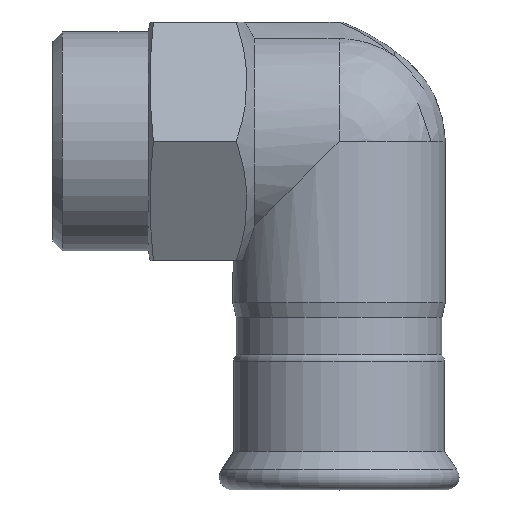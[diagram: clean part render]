
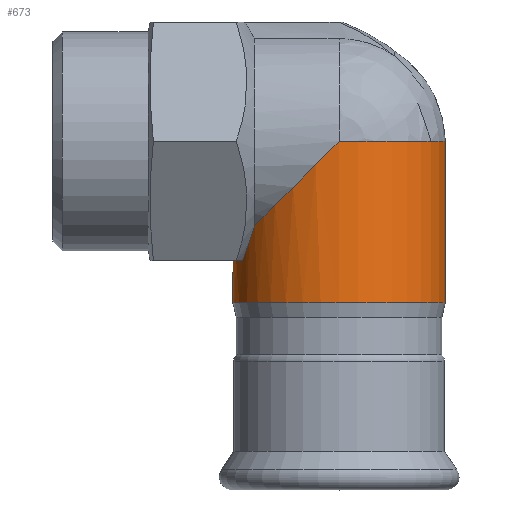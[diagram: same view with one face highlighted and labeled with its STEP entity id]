
A CAD part, top view. The second image highlights one B-rep face of the part: STEP entity #673.
In plain terms, the highlighted cylindrical face has radius 29 mm (diameter 58 mm), a full revolution.
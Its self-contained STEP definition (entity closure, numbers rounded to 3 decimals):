
#18=ELLIPSE($,#748,41.012,29.);
#19=ELLIPSE($,#750,41.012,29.);
#37=B_SPLINE_CURVE_WITH_KNOTS($,3,(#1300,#1301,#1302,#1303,#1304,#1305),
 .UNSPECIFIED.,.F.,.F.,(4,2,4),(15.674,16.123,16.739),
 .UNSPECIFIED.);
#38=B_SPLINE_CURVE_WITH_KNOTS($,3,(#1323,#1324,#1325,#1326,#1327,#1328),
 .UNSPECIFIED.,.F.,.F.,(4,2,4),(11.789,12.405,12.854),
 .UNSPECIFIED.);
#94=FACE_BOUND($,#216,.T.);
#109=CYLINDRICAL_SURFACE($,#757,29.);
#148=FACE_OUTER_BOUND($,#215,.T.);
#215=EDGE_LOOP($,(#571,#572,#573,#574,#575,#576));
#216=EDGE_LOOP($,(#577));
#287=CIRCLE($,#753,29.);
#288=CIRCLE($,#755,29.);
#290=CIRCLE($,#758,29.);
#343=VERTEX_POINT($,#1297);
#344=VERTEX_POINT($,#1299);
#347=VERTEX_POINT($,#1318);
#348=VERTEX_POINT($,#1322);
#349=VERTEX_POINT($,#1331);
#350=VERTEX_POINT($,#1335);
#351=VERTEX_POINT($,#1341);
#417=EDGE_CURVE($,#344,#343,#37,.T.);
#422=EDGE_CURVE($,#348,#347,#38,.T.);
#425=EDGE_CURVE($,#343,#349,#18,.T.);
#426=EDGE_CURVE($,#350,#348,#19,.T.);
#428=EDGE_CURVE($,#350,#349,#287,.T.);
#429=EDGE_CURVE($,#351,#351,#288,.T.);
#431=EDGE_CURVE($,#344,#347,#290,.T.);
#571=ORIENTED_EDGE($,*,*,#426,.T.);
#572=ORIENTED_EDGE($,*,*,#422,.T.);
#573=ORIENTED_EDGE($,*,*,#431,.F.);
#574=ORIENTED_EDGE($,*,*,#417,.T.);
#575=ORIENTED_EDGE($,*,*,#425,.T.);
#576=ORIENTED_EDGE($,*,*,#428,.F.);
#577=ORIENTED_EDGE($,*,*,#429,.T.);
#673=ADVANCED_FACE($,(#148,#94),#109,.T.);
#748=AXIS2_PLACEMENT_3D($,#1333,#911,#912);
#750=AXIS2_PLACEMENT_3D($,#1336,#915,#916);
#753=AXIS2_PLACEMENT_3D($,#1339,#921,#922);
#755=AXIS2_PLACEMENT_3D($,#1342,#925,#926);
#757=AXIS2_PLACEMENT_3D($,#1345,#929,#930);
#758=AXIS2_PLACEMENT_3D($,#1346,#931,#932);
#911=DIRECTION('center_axis',(-0.707,-0.707,0.));
#912=DIRECTION('ref_axis',(-0.707,0.707,0.));
#915=DIRECTION('center_axis',(-0.707,-0.707,0.));
#916=DIRECTION('ref_axis',(-0.707,0.707,0.));
#921=DIRECTION('center_axis',(0.,1.,0.));
#922=DIRECTION('ref_axis',(-1.,0.,0.));
#925=DIRECTION('center_axis',(0.,1.,0.));
#926=DIRECTION('ref_axis',(-1.,0.,0.));
#929=DIRECTION('center_axis',(0.,1.,0.));
#930=DIRECTION('ref_axis',(-1.,0.,0.));
#931=DIRECTION('center_axis',(0.,1.,0.));
#932=DIRECTION('ref_axis',(-1.,0.,0.));
#1297=CARTESIAN_POINT('',(23.08,24.92,17.559));
#1299=CARTESIAN_POINT('',(26.358,15.5,12.094));
#1300=CARTESIAN_POINT('Ctrl Pts',(26.358,15.5,12.094));
#1301=CARTESIAN_POINT('Ctrl Pts',(25.919,16.667,13.051));
#1302=CARTESIAN_POINT('Ctrl Pts',(25.447,17.95,13.94));
#1303=CARTESIAN_POINT('Ctrl Pts',(24.322,21.12,15.846));
#1304=CARTESIAN_POINT('Ctrl Pts',(23.667,23.057,16.788));
#1305=CARTESIAN_POINT('Ctrl Pts',(23.08,24.92,17.559));
#1318=CARTESIAN_POINT('',(26.358,15.5,-12.094));
#1322=CARTESIAN_POINT('',(23.08,24.92,-17.559));
#1323=CARTESIAN_POINT('Ctrl Pts',(23.08,24.92,-17.559));
#1324=CARTESIAN_POINT('Ctrl Pts',(23.667,23.057,-16.788));
#1325=CARTESIAN_POINT('Ctrl Pts',(24.322,21.12,-15.846));
#1326=CARTESIAN_POINT('Ctrl Pts',(25.447,17.95,-13.94));
#1327=CARTESIAN_POINT('Ctrl Pts',(25.919,16.667,-13.051));
#1328=CARTESIAN_POINT('Ctrl Pts',(26.358,15.5,-12.094));
#1331=CARTESIAN_POINT('',(0.,48.,29.));
#1333=CARTESIAN_POINT('Origin',(0.,48.,0.));
#1335=CARTESIAN_POINT('',(0.,48.,-29.));
#1336=CARTESIAN_POINT('Origin',(0.,48.,0.));
#1339=CARTESIAN_POINT('Origin',(0.,48.,0.));
#1341=CARTESIAN_POINT('',(-29.,4.,0.));
#1342=CARTESIAN_POINT('Origin',(0.,4.,0.));
#1345=CARTESIAN_POINT('Origin',(0.,26.,0.));
#1346=CARTESIAN_POINT('Origin',(0.,15.5,0.));
